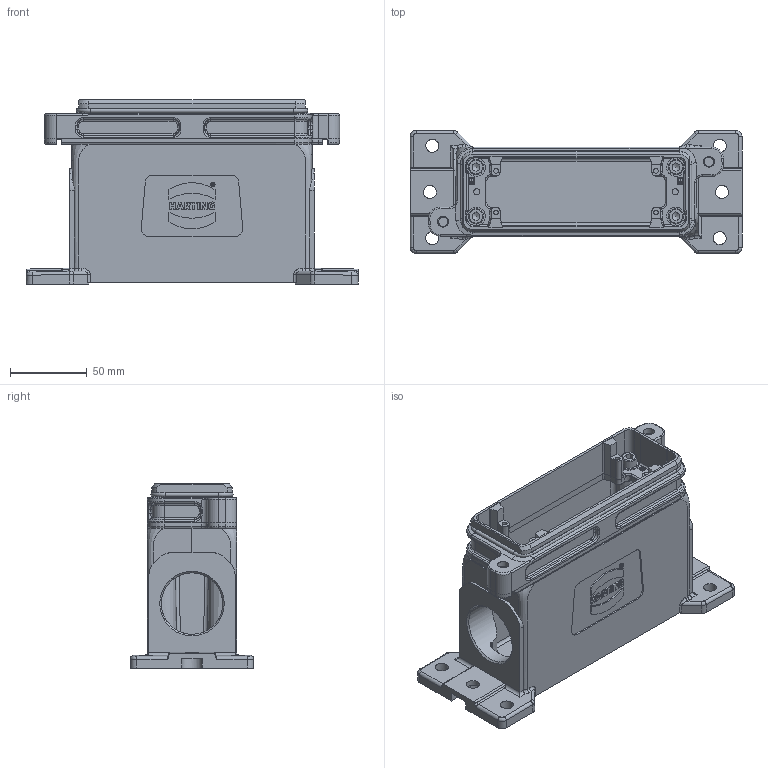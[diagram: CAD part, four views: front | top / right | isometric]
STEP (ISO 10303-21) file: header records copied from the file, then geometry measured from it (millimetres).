
FILE_DESCRIPTION(/* description */ (''),/* implementation_level */ '2;1');
FILE_NAME(/* name */ '100197422ugm000_d.stp',/* time_stamp */ '2017-11-06T08:46:41+01:00',/* author */ (''),/* organization */ (''),/* preprocessor_version */ 'ST-DEVELOPER v16',/* originating_system */ 'SIEMENS PLM Software NX 10.0',/* authorisation */ '');
FILE_SCHEMA (('AUTOMOTIVE_DESIGN { 1 0 10303 214 3 1 1 1 }'));
Length unit declared in the file: millimetre
Products named in the file (1): 100197422ugm000_d
Bounding box: 216 x 80 x 119.9 mm (x, y, z)
Volume: 436446.5 mm3; surface area: 131724.2 mm2
Topology: 1 solids, 5 shells, 1036 faces, 2651 edges, 1667 vertices
Faces by surface type: plane 532, cylinder 275, bspline 119, cone 60, torus 46, sphere 4
Full cylindrical faces by diameter (mm): 2.26 x1, 2.957 x1, 3 x4, 3.355 x2, 3.599 x2, 4 x2, 6 x2, 7.1 x2, 8.5 x6, 10 x4, 12 x4, 40 x1
Entity records: 44209 total; most frequent: CARTESIAN_POINT 12850, ORIENTED_EDGE 5142, DIRECTION 4719, EDGE_CURVE 2571, VERTEX_POINT 1637, AXIS2_PLACEMENT_3D 1591, LINE 1537, VECTOR 1537
